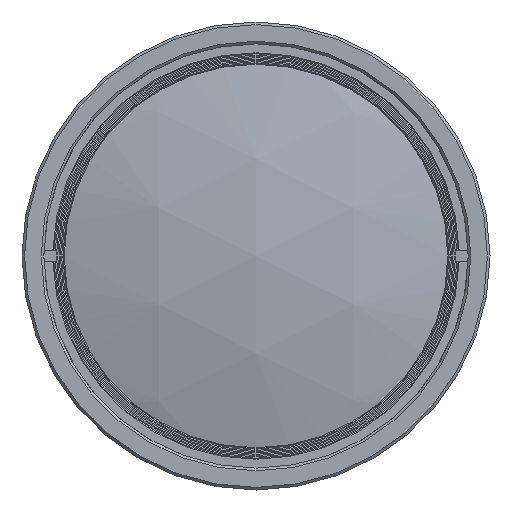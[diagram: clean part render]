
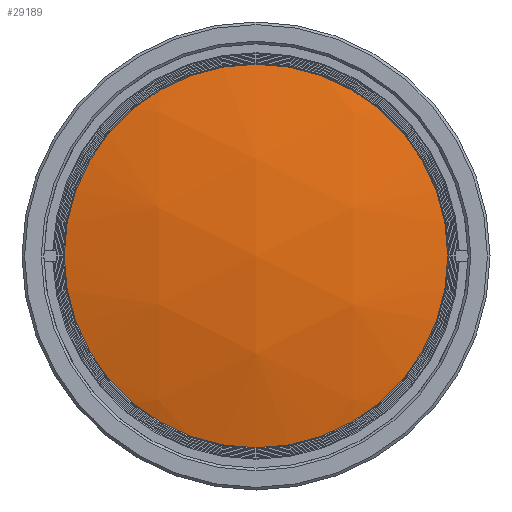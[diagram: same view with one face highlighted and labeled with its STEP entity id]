
A CAD part, left-side view. The second image highlights one B-rep face of the part: STEP entity #29189.
In plain terms, the highlighted spherical face has radius 136.495 mm.
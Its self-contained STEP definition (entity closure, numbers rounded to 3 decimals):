
#29173=CARTESIAN_POINT('',(357.495,0.,0.));
#29174=DIRECTION('',(1.,0.,0.009));
#29175=DIRECTION('',(0.,-1.,0.));
#29176=AXIS2_PLACEMENT_3D('',#29173,#29175,#29174);
#29177=SPHERICAL_SURFACE('',#29176,136.495);
#29178=CARTESIAN_POINT('',(226.111,0.,-37.));
#29179=VERTEX_POINT('',#29178);
#29180=CARTESIAN_POINT('',(226.111,0.,0.));
#29181=DIRECTION('',(0.,0.,-1.));
#29182=DIRECTION('',(-1.,0.,0.));
#29183=AXIS2_PLACEMENT_3D('',#29180,#29182,#29181);
#29184=CIRCLE('',#29183,37.);
#29185=EDGE_CURVE('',#29179,#29179,#29184,.T.);
#29186=ORIENTED_EDGE('E3055',*,*,#29185,.T.);
#29187=EDGE_LOOP('',(#29186));
#29188=FACE_OUTER_BOUND('',#29187,.T.);
#29189=ADVANCED_FACE('F972',(#29188),#29177,.T.);
